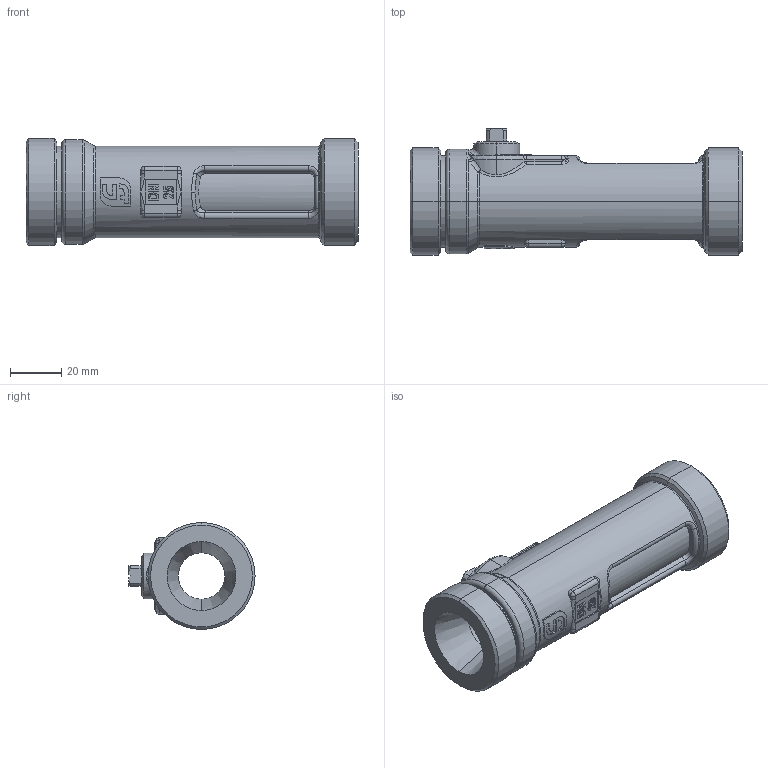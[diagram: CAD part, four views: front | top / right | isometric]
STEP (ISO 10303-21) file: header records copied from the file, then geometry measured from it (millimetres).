
FILE_DESCRIPTION (( 'STEP AP214' ), '1' );
FILE_NAME ('223.7457.000.STEP', '2019-06-18T07:39:24', ( '' ), ( '' ), 'SwSTEP 2.0', 'SolidWorks 2016', '' );
FILE_SCHEMA (( 'AUTOMOTIVE_DESIGN' ));
Length unit declared in the file: millimetre
Products named in the file (1): 223.7457.000
Bounding box: 130 x 49.35 x 41.91 mm (x, y, z)
Volume: 104770.5 mm3; surface area: 27336.1 mm2
Topology: 1 solids, 5 shells, 501 faces, 1288 edges, 812 vertices
Faces by surface type: plane 233, bspline 110, cylinder 95, torus 28, cone 26, sphere 9
Entity records: 25479 total; most frequent: CARTESIAN_POINT 8634, ORIENTED_EDGE 2548, DIRECTION 2103, EDGE_CURVE 1274, VERTEX_POINT 812, AXIS2_PLACEMENT_3D 713, LINE 677, VECTOR 677
